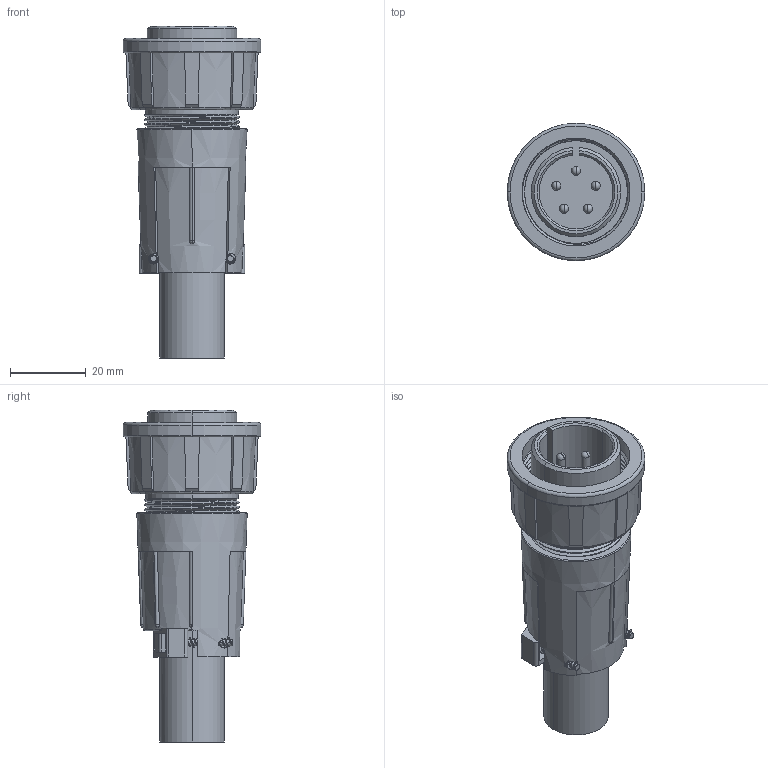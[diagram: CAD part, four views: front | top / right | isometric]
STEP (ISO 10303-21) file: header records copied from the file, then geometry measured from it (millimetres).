
FILE_DESCRIPTION (( 'STEP AP203' ), '1' );
FILE_NAME ('CXS3106A1811P300.STEP', '2021-05-14T21:23:38', ( '' ), ( '' ), 'SwSTEP 2.0', 'SolidWorks 2020', '' );
FILE_SCHEMA (( 'CONFIG_CONTROL_DESIGN' ));
Length unit declared in the file: inch
Products named in the file (1): CXS3106A1811P300
Bounding box: 36.45 x 36.45 x 87.88 mm (x, y, z)
Volume: 36281.9 mm3; surface area: 16269.5 mm2
Topology: 1 solids, 1 shells, 401 faces, 1133 edges, 724 vertices
Faces by surface type: cylinder 155, plane 149, cone 34, torus 31, bspline 22, sphere 10
Entity records: 22233 total; most frequent: CARTESIAN_POINT 12637, ORIENTED_EDGE 2226, DIRECTION 1784, EDGE_CURVE 1113, VERTEX_POINT 724, AXIS2_PLACEMENT_3D 684, EDGE_LOOP 423, LINE 416
